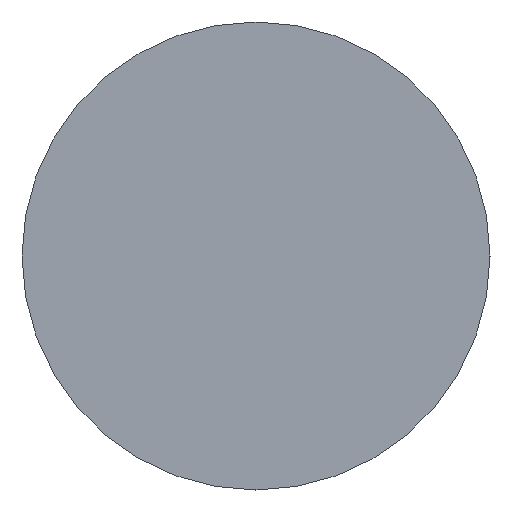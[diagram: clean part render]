
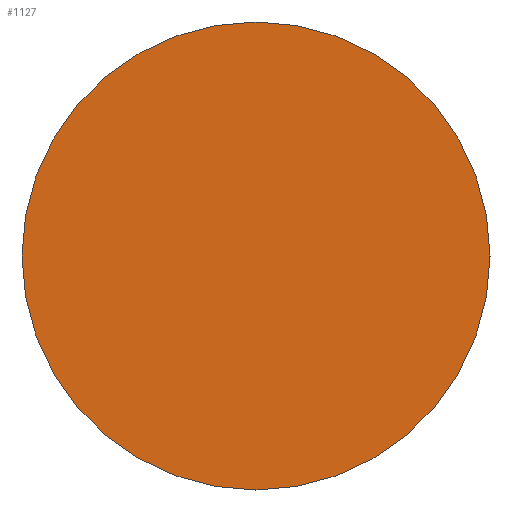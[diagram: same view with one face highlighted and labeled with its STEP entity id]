
A CAD part, left-side view. The second image highlights one B-rep face of the part: STEP entity #1127.
In plain terms, the highlighted planar face has unit normal (-1, 0, 0).
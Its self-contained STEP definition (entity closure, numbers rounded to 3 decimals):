
#7 = CARTESIAN_POINT ( 'NONE',  ( -24.055, 0., -120.411 ) ) ;
#72 = VERTEX_POINT ( 'NONE', #7 ) ;
#121 = CARTESIAN_POINT ( 'NONE',  ( -24.055, 0., -164.111 ) ) ;
#239 = DIRECTION ( 'NONE',  ( 0., 0., 1. ) ) ;
#300 = DIRECTION ( 'NONE',  ( -1., 0., 0. ) ) ;
#456 = EDGE_CURVE ( 'NONE', #1948, #72, #617, .T. ) ;
#460 = CIRCLE ( 'NONE', #1450, 43.7 ) ;
#617 = CIRCLE ( 'NONE', #2255, 43.7 ) ;
#815 = ORIENTED_EDGE ( 'NONE', *, *, #1502, .T. ) ;
#1007 = DIRECTION ( 'NONE',  ( 0., 0., 1. ) ) ;
#1023 = PLANE ( 'NONE',  #2220 ) ;
#1127 = ADVANCED_FACE ( 'NONE', ( #1179 ), #1023, .T. ) ;
#1141 = DIRECTION ( 'NONE',  ( -1., 0., 0. ) ) ;
#1179 = FACE_OUTER_BOUND ( 'NONE', #1184, .T. ) ;
#1184 = EDGE_LOOP ( 'NONE', ( #815, #2293 ) ) ;
#1450 = AXIS2_PLACEMENT_3D ( 'NONE', #2227, #1141, #239 ) ;
#1493 = CARTESIAN_POINT ( 'NONE',  ( -24.055, 0., -207.811 ) ) ;
#1502 = EDGE_CURVE ( 'NONE', #72, #1948, #460, .T. ) ;
#1934 = CARTESIAN_POINT ( 'NONE',  ( -24.055, 0., -164.111 ) ) ;
#1948 = VERTEX_POINT ( 'NONE', #1493 ) ;
#2220 = AXIS2_PLACEMENT_3D ( 'NONE', #121, #2305, #1007 ) ;
#2227 = CARTESIAN_POINT ( 'NONE',  ( -24.055, 0., -164.111 ) ) ;
#2255 = AXIS2_PLACEMENT_3D ( 'NONE', #1934, #300, #2306 ) ;
#2293 = ORIENTED_EDGE ( 'NONE', *, *, #456, .T. ) ;
#2305 = DIRECTION ( 'NONE',  ( -1., 0., 0. ) ) ;
#2306 = DIRECTION ( 'NONE',  ( 0., 0., 1. ) ) ;
